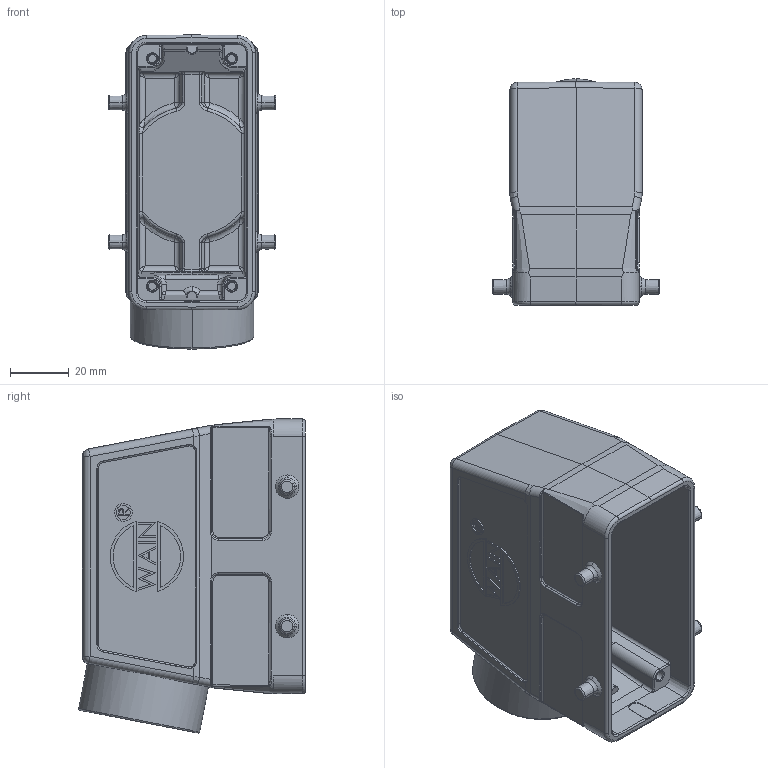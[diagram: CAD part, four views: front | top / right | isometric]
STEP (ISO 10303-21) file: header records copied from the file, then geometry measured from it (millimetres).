
FILE_DESCRIPTION(/* description */ (''),/* implementation_level */ '2;1');
FILE_NAME(/* name */ '3D_1240165305004_HV16B-SEH-4B-M32_V1.1.stp',/* time_stamp */ '2024-01-09T09:29:34+08:00',/* author */ (''),/* organization */ (''),/* preprocessor_version */ 'ST-DEVELOPER v18.1',/* originating_system */ 'SIEMENS PLM Software NX 1980',/* authorisation */ '');
FILE_SCHEMA (('AUTOMOTIVE_DESIGN { 1 0 10303 214 3 1 1 1 }'));
Length unit declared in the file: millimetre
Products named in the file (1): 145928480B21yyfl
Bounding box: 57 x 77.23 x 107.02 mm (x, y, z)
Volume: 87170.2 mm3; surface area: 46586.6 mm2
Topology: 3 solids, 3 shells, 676 faces, 1663 edges, 1005 vertices
Faces by surface type: plane 246, cylinder 193, torus 118, bspline 54, cone 47, sphere 12, extrusion 6
Entity records: 25804 total; most frequent: CARTESIAN_POINT 10797, ORIENTED_EDGE 3266, DIRECTION 2822, EDGE_CURVE 1633, AXIS2_PLACEMENT_3D 1015, VERTEX_POINT 1005, VECTOR 792, LINE 786
